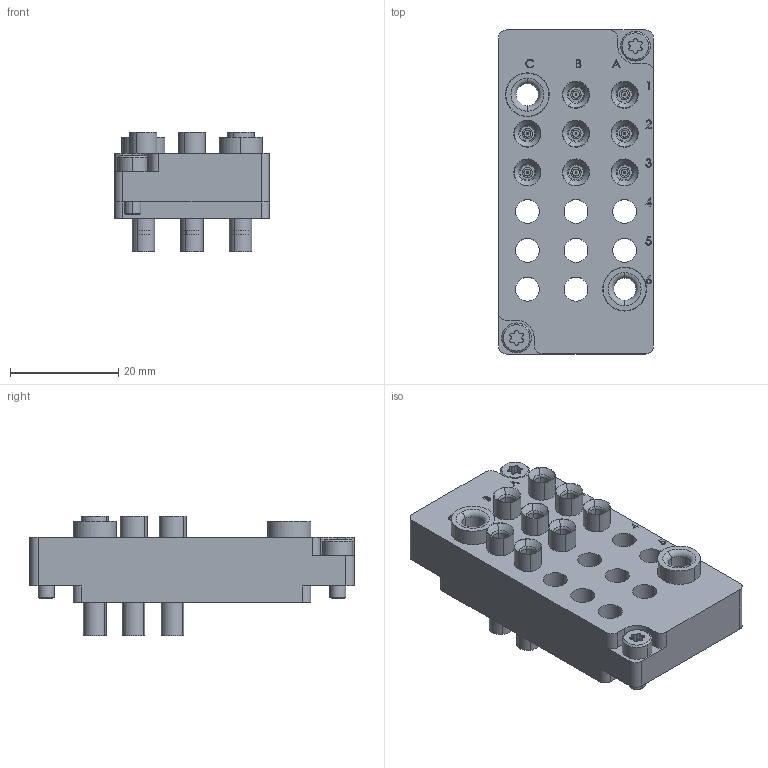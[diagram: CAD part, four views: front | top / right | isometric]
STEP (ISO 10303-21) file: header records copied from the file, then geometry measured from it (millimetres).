
FILE_DESCRIPTION (( 'STEP AP214' ), '1' );
FILE_NAME ('INGUN_38178.STEP', '2023-01-17T08:23:29', ( '' ), ( '' ), 'SwSTEP 2.0', 'SolidWorks 2021', '' );
FILE_SCHEMA (( 'AUTOMOTIVE_DESIGN' ));
Length unit declared in the file: millimetre
Products named in the file (7): 3357~0; 34572~1_S; DIN912~n_M03,0x008; SB-810-Z__ADA~sb_S; 34572~1; INGUN_38178; INFO_4621~0_S
Assembly tree (15 placements, depth 3):
  INGUN_38178
    34572~1_S
      34572~1
      INFO_4621~0_S
    DIN912~n_M03,0x008  x2
    3357~0  x2
    SB-810-Z__ADA~sb_S  x8
Bounding box: 28.7 x 60 x 22.1 mm (x, y, z)
Volume: 18240.5 mm3; surface area: 12946.1 mm2
Topology: 30 solids, 30 shells, 2682 faces, 7372 edges, 4820 vertices
Faces by surface type: plane 2051, cylinder 368, cone 188, bspline 55, torus 20
Entity records: 21126 total; most frequent: CARTESIAN_POINT 7366, ORIENTED_EDGE 2974, DIRECTION 2453, EDGE_CURVE 1487, VERTEX_POINT 977, AXIS2_PLACEMENT_3D 860, LINE 733, VECTOR 733
